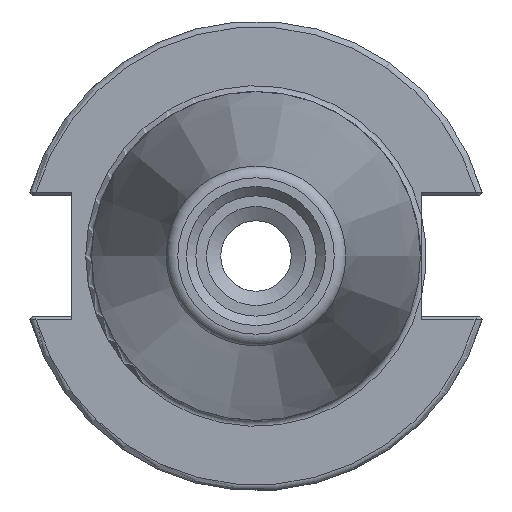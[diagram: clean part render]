
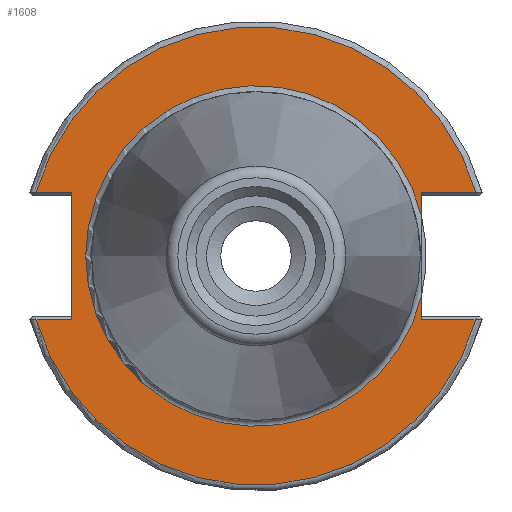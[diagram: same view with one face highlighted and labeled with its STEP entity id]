
A CAD part, left-side view. The second image highlights one B-rep face of the part: STEP entity #1608.
In plain terms, the highlighted planar face has unit normal (-1, 0, 0).
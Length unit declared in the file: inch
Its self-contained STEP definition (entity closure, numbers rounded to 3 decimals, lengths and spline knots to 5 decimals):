
#86=CIRCLE('',#1725,0.90625);
#88=CIRCLE('',#1728,1.21875);
#89=CIRCLE('',#1729,1.21875);
#248=FACE_OUTER_BOUND('',#362,.T.);
#362=EDGE_LOOP('',(#1132,#1133,#1134,#1135,#1136,#1137,#1138,#1139,#1140,
#1141));
#453=LINE('',#2369,#553);
#468=LINE('',#2451,#568);
#471=LINE('',#2460,#571);
#479=LINE('',#2475,#579);
#483=LINE('',#2511,#583);
#484=LINE('',#2514,#584);
#485=LINE('',#2517,#585);
#553=VECTOR('',#1855,0.67625);
#568=VECTOR('',#1878,0.19091);
#571=VECTOR('',#1887,0.12159);
#579=VECTOR('',#1895,0.12159);
#583=VECTOR('',#1939,0.29091);
#584=VECTOR('',#1942,0.19091);
#585=VECTOR('',#1945,0.29091);
#657=VERTEX_POINT('',#2367);
#658=VERTEX_POINT('',#2368);
#677=VERTEX_POINT('',#2450);
#678=VERTEX_POINT('',#2454);
#679=VERTEX_POINT('',#2455);
#680=VERTEX_POINT('',#2459);
#687=VERTEX_POINT('',#2473);
#699=VERTEX_POINT('',#2510);
#700=VERTEX_POINT('',#2513);
#701=VERTEX_POINT('',#2515);
#815=EDGE_CURVE('',#657,#658,#453,.T.);
#837=EDGE_CURVE('',#658,#677,#468,.T.);
#841=EDGE_CURVE('',#680,#678,#471,.T.);
#849=EDGE_CURVE('',#679,#687,#479,.T.);
#862=EDGE_CURVE('',#679,#678,#86,.T.);
#864=EDGE_CURVE('',#687,#699,#483,.T.);
#865=EDGE_CURVE('',#677,#699,#88,.T.);
#866=EDGE_CURVE('',#700,#657,#484,.T.);
#867=EDGE_CURVE('',#701,#700,#89,.T.);
#868=EDGE_CURVE('',#701,#680,#485,.T.);
#1132=ORIENTED_EDGE('',*,*,#864,.T.);
#1133=ORIENTED_EDGE('',*,*,#865,.F.);
#1134=ORIENTED_EDGE('',*,*,#837,.F.);
#1135=ORIENTED_EDGE('',*,*,#815,.F.);
#1136=ORIENTED_EDGE('',*,*,#866,.F.);
#1137=ORIENTED_EDGE('',*,*,#867,.F.);
#1138=ORIENTED_EDGE('',*,*,#868,.T.);
#1139=ORIENTED_EDGE('',*,*,#841,.T.);
#1140=ORIENTED_EDGE('',*,*,#862,.F.);
#1141=ORIENTED_EDGE('',*,*,#849,.T.);
#1473=PLANE('',#1727);
#1608=ADVANCED_FACE('',(#248),#1473,.T.);
#1725=AXIS2_PLACEMENT_3D('',#2506,#1933,#1934);
#1727=AXIS2_PLACEMENT_3D('',#2509,#1937,#1938);
#1728=AXIS2_PLACEMENT_3D('',#2512,#1940,#1941);
#1729=AXIS2_PLACEMENT_3D('',#2516,#1943,#1944);
#1855=DIRECTION('',(0.,0.,1.));
#1878=DIRECTION('',(0.,1.,0.));
#1887=DIRECTION('',(0.,0.,1.));
#1895=DIRECTION('',(0.,0.,1.));
#1933=DIRECTION('center_axis',(-1.,0.,0.));
#1934=DIRECTION('ref_axis',(0.,1.,0.));
#1937=DIRECTION('center_axis',(-1.,0.,0.));
#1938=DIRECTION('ref_axis',(0.,0.,1.));
#1939=DIRECTION('',(0.,-1.,0.));
#1940=DIRECTION('center_axis',(1.,0.,0.));
#1941=DIRECTION('ref_axis',(0.,0.,1.));
#1942=DIRECTION('',(0.,-1.,0.));
#1943=DIRECTION('center_axis',(1.,0.,0.));
#1944=DIRECTION('ref_axis',(0.,0.,-1.));
#1945=DIRECTION('',(0.,1.,0.));
#2367=CARTESIAN_POINT('',(2.815,0.98,-0.33813));
#2368=CARTESIAN_POINT('',(2.815,0.98,0.33813));
#2369=CARTESIAN_POINT('',(2.815,0.98,-0.33813));
#2450=CARTESIAN_POINT('',(2.815,1.17091,0.33813));
#2451=CARTESIAN_POINT('',(2.815,0.0275,0.33813));
#2454=CARTESIAN_POINT('',(2.815,-0.88,-0.21654));
#2455=CARTESIAN_POINT('',(2.815,-0.88,0.21654));
#2459=CARTESIAN_POINT('',(2.815,-0.88,-0.33813));
#2460=CARTESIAN_POINT('',(2.815,-0.88,0.));
#2473=CARTESIAN_POINT('',(2.815,-0.88,0.33813));
#2475=CARTESIAN_POINT('',(2.815,-0.88,0.));
#2506=CARTESIAN_POINT('Origin',(2.815,0.,0.));
#2509=CARTESIAN_POINT('Origin',(2.815,-0.875,0.));
#2510=CARTESIAN_POINT('',(2.815,-1.17091,0.33813));
#2511=CARTESIAN_POINT('',(2.815,-0.9025,0.33813));
#2512=CARTESIAN_POINT('Origin',(2.815,0.,0.));
#2513=CARTESIAN_POINT('',(2.815,1.17091,-0.33813));
#2514=CARTESIAN_POINT('',(2.815,0.2775,-0.33813));
#2515=CARTESIAN_POINT('',(2.815,-1.17091,-0.33813));
#2516=CARTESIAN_POINT('Origin',(2.815,0.,0.));
#2517=CARTESIAN_POINT('',(2.815,-0.9025,-0.33813));
